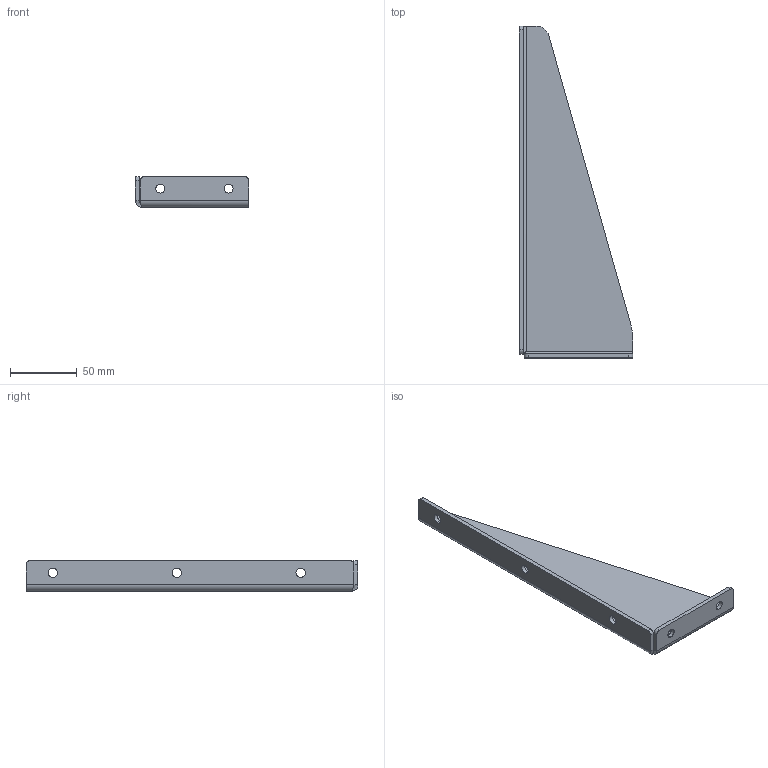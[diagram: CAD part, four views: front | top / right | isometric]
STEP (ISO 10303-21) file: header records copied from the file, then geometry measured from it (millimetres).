
FILE_DESCRIPTION (( 'STEP AP214' ), '1' );
FILE_NAME ('RecoaterWallSupport.STEP', '2021-11-24T10:55:34', ( '' ), ( '' ), 'SwSTEP 2.0', 'SolidWorks 2020', '' );
FILE_SCHEMA (( 'AUTOMOTIVE_DESIGN' ));
Length unit declared in the file: millimetre
Products named in the file (1): RecoaterWallSupport
Bounding box: 85 x 249 x 23 mm (x, y, z)
Volume: 58667.5 mm3; surface area: 41481.5 mm2
Topology: 1 solids, 1 shells, 39 faces, 95 edges, 58 vertices
Faces by surface type: cylinder 20, plane 17, bspline 2
Entity records: 1323 total; most frequent: CARTESIAN_POINT 339, DIRECTION 203, ORIENTED_EDGE 190, EDGE_CURVE 95, AXIS2_PLACEMENT_3D 74, VERTEX_POINT 58, VECTOR 55, LINE 55
